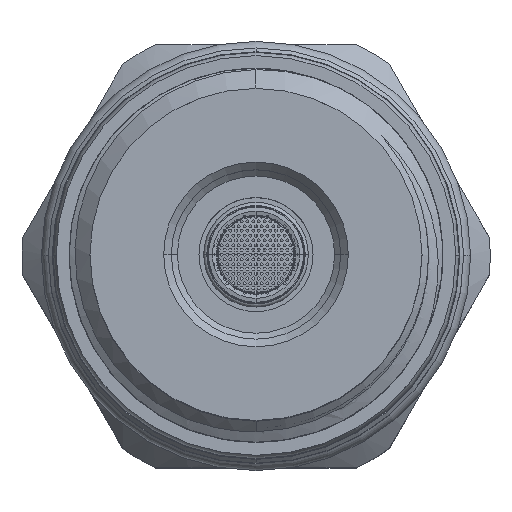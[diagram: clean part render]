
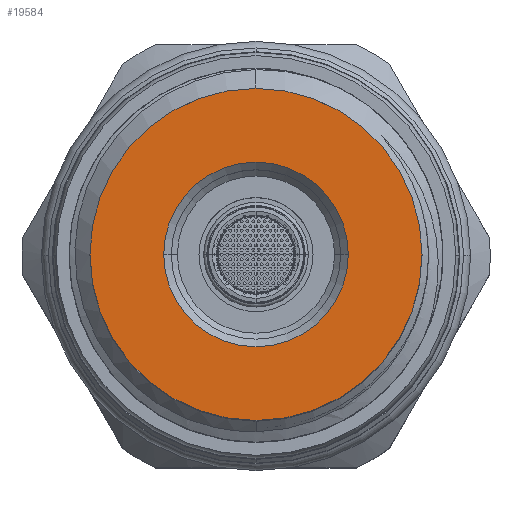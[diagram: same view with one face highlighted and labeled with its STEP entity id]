
A CAD part, top view. The second image highlights one B-rep face of the part: STEP entity #19584.
In plain terms, the highlighted planar face has unit normal (0, 0, 1).
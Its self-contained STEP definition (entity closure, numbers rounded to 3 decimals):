
#58 = CARTESIAN_POINT ( 'NONE',  ( 4.85, 0., 77.63 ) ) ;
#804 = EDGE_CURVE ( 'NONE', #26110, #53011, #1463, .T. ) ;
#1039 = EDGE_CURVE ( 'NONE', #47737, #50479, #38935, .T. ) ;
#1463 = CIRCLE ( 'NONE', #6837, 8.725 ) ;
#4898 = EDGE_CURVE ( 'NONE', #53011, #26110, #41511, .T. ) ;
#6837 = AXIS2_PLACEMENT_3D ( 'NONE', #40563, #28196, #44624 ) ;
#7178 = DIRECTION ( 'NONE',  ( -1., 0., 0. ) ) ;
#7415 = PLANE ( 'NONE',  #36013 ) ;
#7492 = DIRECTION ( 'NONE',  ( 0., 0., 1. ) ) ;
#11584 = CIRCLE ( 'NONE', #15690, 4.85 ) ;
#11661 = DIRECTION ( 'NONE',  ( 0., 0., -1. ) ) ;
#15690 = AXIS2_PLACEMENT_3D ( 'NONE', #20180, #32374, #7178 ) ;
#19584 = ADVANCED_FACE ( 'NONE', ( #50878, #19837 ), #7415, .F. ) ;
#19837 = FACE_OUTER_BOUND ( 'NONE', #29740, .T. ) ;
#20180 = CARTESIAN_POINT ( 'NONE',  ( 0., 0., 77.63 ) ) ;
#20896 = AXIS2_PLACEMENT_3D ( 'NONE', #35489, #52503, #31627 ) ;
#23650 = DIRECTION ( 'NONE',  ( 1., 0., 0. ) ) ;
#26110 = VERTEX_POINT ( 'NONE', #48929 ) ;
#28196 = DIRECTION ( 'NONE',  ( 0., 0., 1. ) ) ;
#29140 = ORIENTED_EDGE ( 'NONE', *, *, #4898, .T. ) ;
#29740 = EDGE_LOOP ( 'NONE', ( #52833, #29140 ) ) ;
#31473 = EDGE_CURVE ( 'NONE', #50479, #47737, #11584, .T. ) ;
#31562 = AXIS2_PLACEMENT_3D ( 'NONE', #53922, #7492, #23650 ) ;
#31627 = DIRECTION ( 'NONE',  ( -1., 0., 0. ) ) ;
#32374 = DIRECTION ( 'NONE',  ( 0., 0., -1. ) ) ;
#35489 = CARTESIAN_POINT ( 'NONE',  ( 0., 0., 77.63 ) ) ;
#36013 = AXIS2_PLACEMENT_3D ( 'NONE', #49243, #11661, #41116 ) ;
#38935 = CIRCLE ( 'NONE', #20896, 4.85 ) ;
#40563 = CARTESIAN_POINT ( 'NONE',  ( 0., 0., 77.63 ) ) ;
#40908 = ORIENTED_EDGE ( 'NONE', *, *, #31473, .T. ) ;
#41116 = DIRECTION ( 'NONE',  ( -1., 0., 0. ) ) ;
#41511 = CIRCLE ( 'NONE', #31562, 8.725 ) ;
#43105 = CARTESIAN_POINT ( 'NONE',  ( -4.85, 0., 77.63 ) ) ;
#44624 = DIRECTION ( 'NONE',  ( 1., 0., 0. ) ) ;
#45000 = ORIENTED_EDGE ( 'NONE', *, *, #1039, .T. ) ;
#47704 = EDGE_LOOP ( 'NONE', ( #40908, #45000 ) ) ;
#47737 = VERTEX_POINT ( 'NONE', #43105 ) ;
#47843 = CARTESIAN_POINT ( 'NONE',  ( -8.725, 0., 77.63 ) ) ;
#48929 = CARTESIAN_POINT ( 'NONE',  ( 8.725, 0., 77.63 ) ) ;
#49243 = CARTESIAN_POINT ( 'NONE',  ( 0., 0., 77.63 ) ) ;
#50479 = VERTEX_POINT ( 'NONE', #58 ) ;
#50878 = FACE_BOUND ( 'NONE', #47704, .T. ) ;
#52503 = DIRECTION ( 'NONE',  ( 0., 0., -1. ) ) ;
#52833 = ORIENTED_EDGE ( 'NONE', *, *, #804, .T. ) ;
#53011 = VERTEX_POINT ( 'NONE', #47843 ) ;
#53922 = CARTESIAN_POINT ( 'NONE',  ( 0., 0., 77.63 ) ) ;
